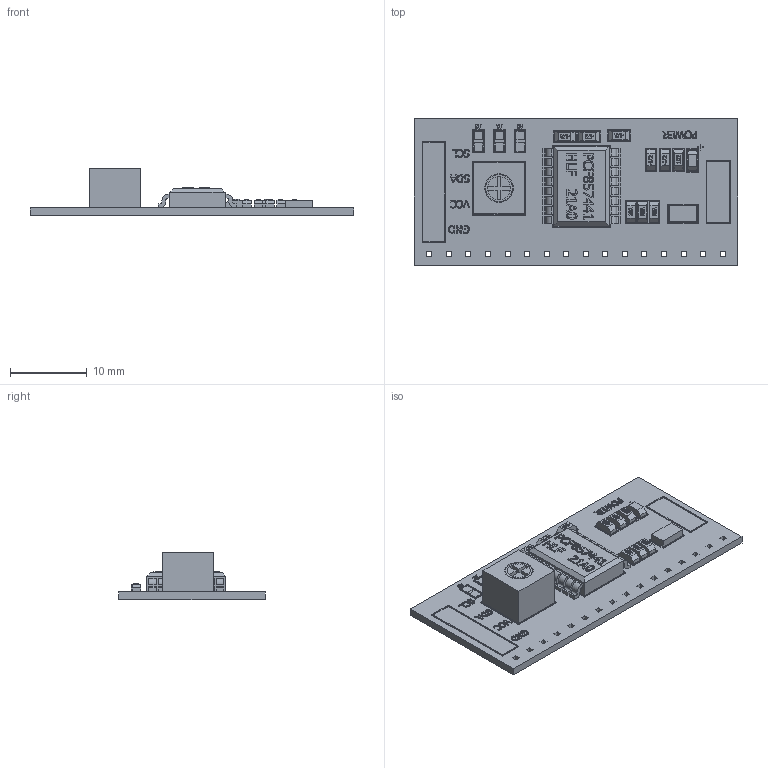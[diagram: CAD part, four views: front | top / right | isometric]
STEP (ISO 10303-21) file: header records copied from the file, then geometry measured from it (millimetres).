
FILE_DESCRIPTION(/* description */ (''),/* implementation_level */ '2;1');
FILE_NAME(/* name */ 'Part2_I2C.stp',/* time_stamp */ '2022-08-03T17:23:55-05:00',/* author */ ('Tecneu'),/* organization */ (''),/* preprocessor_version */ 'ST-DEVELOPER v18.1',/* originating_system */ 'Autodesk Inventor 2021',/* authorisation */ '');
FILE_SCHEMA (('AUTOMOTIVE_DESIGN { 1 0 10303 214 3 1 1 }'));
Length unit declared in the file: millimetre
Products named in the file (1): Part2_I2C
Bounding box: 42 x 19 x 6.11 mm (x, y, z)
Volume: 1248.2 mm3; surface area: 2227 mm2
Topology: 1 solids, 1 shells, 1572 faces, 4253 edges, 2832 vertices
Faces by surface type: plane 1103, bspline 395, cylinder 74
Full cylindrical faces by diameter (mm): 3.5 x1, 3.7 x1
Entity records: 52175 total; most frequent: CARTESIAN_POINT 13793, ORIENTED_EDGE 8506, DIRECTION 5969, EDGE_CURVE 4253, LINE 3313, VECTOR 3313, VERTEX_POINT 2832, EDGE_LOOP 1785
